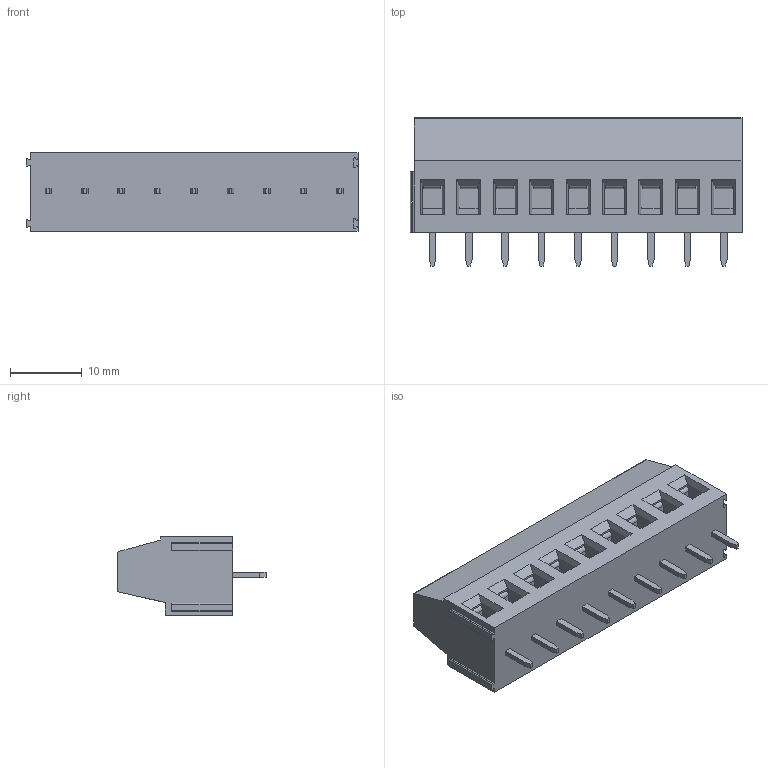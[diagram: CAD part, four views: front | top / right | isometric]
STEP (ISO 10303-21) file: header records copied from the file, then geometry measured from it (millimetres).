
FILE_DESCRIPTION(('STEP AP214'),'1');
FILE_NAME('MV259-5,08-V.stp','2021-05-27T15:54:57',(' '),(' '),'Spatial InterOp 3D',' ',' ');
FILE_SCHEMA(('automotive_design'));
Length unit declared in the file: metre
Products named in the file (1): 1
Bounding box: 46.3 x 20.7 x 11 mm (x, y, z)
Volume: 6156.6 mm3; surface area: 4004.2 mm2
Topology: 1 solids, 1 shells, 460 faces, 1239 edges, 812 vertices
Faces by surface type: plane 381, cylinder 69, cone 9, extrusion 1
Full cylindrical faces by diameter (mm): 3.8 x9, 4 x9
Entity records: 17616 total; most frequent: CARTESIAN_POINT 2462, ORIENTED_EDGE 2388, DIRECTION 2278, EDGE_CURVE 1194, VECTOR 1024, LINE 1023, VERTEX_POINT 794, AXIS2_PLACEMENT_3D 627
